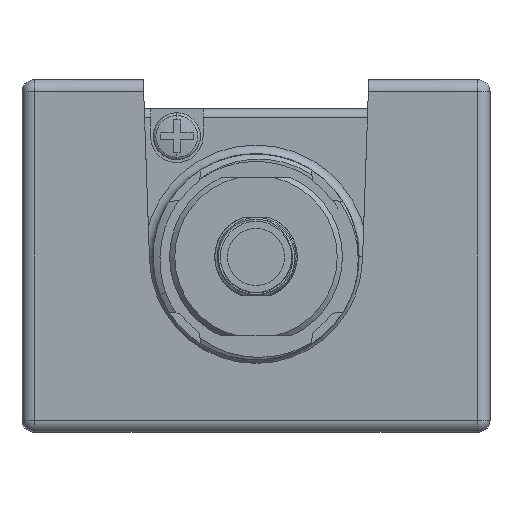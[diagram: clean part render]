
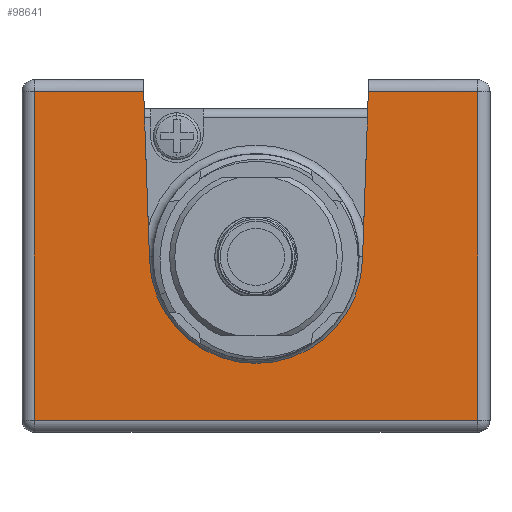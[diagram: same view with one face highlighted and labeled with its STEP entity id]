
A CAD part, front view. The second image highlights one B-rep face of the part: STEP entity #98641.
In plain terms, the highlighted planar face has unit normal (0, -1, 0).
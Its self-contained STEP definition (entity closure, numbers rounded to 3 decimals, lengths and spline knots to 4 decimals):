
#88763=DIRECTION('',(1.,0.,0.));
#88764=VECTOR('',#88763,0.6266);
#88765=CARTESIAN_POINT('',(-1.27,0.,1.95));
#88766=LINE('',#88765,#88764);
#88767=DIRECTION('',(0.035,0.,-0.999));
#88768=VECTOR('',#88767,0.9669);
#88769=CARTESIAN_POINT('',(-0.6434,0.,1.95));
#88770=LINE('',#88769,#88768);
#88771=CARTESIAN_POINT('',(0.,0.,1.005));
#88772=DIRECTION('',(0.,1.,0.));
#88773=DIRECTION('',(0.999,0.,-0.035));
#88774=AXIS2_PLACEMENT_3D('',#88771,#88772,#88773);
#88776=DIRECTION('',(-0.035,0.,-0.999));
#88777=VECTOR('',#88776,0.9669);
#88778=CARTESIAN_POINT('',(0.6434,0.,1.95));
#88779=LINE('',#88778,#88777);
#88780=DIRECTION('',(1.,0.,0.));
#88781=VECTOR('',#88780,0.6266);
#88782=CARTESIAN_POINT('',(0.6434,0.,1.95));
#88783=LINE('',#88782,#88781);
#88784=DIRECTION('',(0.,0.,-1.));
#88785=VECTOR('',#88784,1.88);
#88786=CARTESIAN_POINT('',(1.27,0.,1.95));
#88787=LINE('',#88786,#88785);
#88788=DIRECTION('',(-1.,0.,0.));
#88789=VECTOR('',#88788,2.54);
#88790=CARTESIAN_POINT('',(1.27,0.,0.07));
#88791=LINE('',#88790,#88789);
#88792=DIRECTION('',(0.,0.,1.));
#88793=VECTOR('',#88792,1.88);
#88794=CARTESIAN_POINT('',(-1.27,0.,0.07));
#88795=LINE('',#88794,#88793);
#96417=CARTESIAN_POINT('',(0.6096,0.,0.9837));
#96418=CARTESIAN_POINT('',(-0.6096,0.,0.9837));
#96419=VERTEX_POINT('',#96417);
#96420=VERTEX_POINT('',#96418);
#97877=CARTESIAN_POINT('',(-1.27,0.,1.95));
#97878=CARTESIAN_POINT('',(-0.6434,0.,1.95));
#97879=VERTEX_POINT('',#97877);
#97880=VERTEX_POINT('',#97878);
#97889=CARTESIAN_POINT('',(-1.27,0.,0.07));
#97890=VERTEX_POINT('',#97889);
#97897=CARTESIAN_POINT('',(1.27,0.,0.07));
#97898=VERTEX_POINT('',#97897);
#97905=CARTESIAN_POINT('',(1.27,0.,1.95));
#97906=VERTEX_POINT('',#97905);
#97911=CARTESIAN_POINT('',(0.6434,0.,1.95));
#97912=VERTEX_POINT('',#97911);
#98622=CARTESIAN_POINT('',(-1.34,0.,0.));
#98623=DIRECTION('',(0.,-1.,0.));
#98624=DIRECTION('',(1.,0.,0.));
#98625=AXIS2_PLACEMENT_3D('',#98622,#98623,#98624);
#98626=PLANE('',#98625);
#98627=ORIENTED_EDGE('',*,*,#98612,.T.);
#98629=ORIENTED_EDGE('',*,*,#98628,.T.);
#98631=ORIENTED_EDGE('',*,*,#98630,.F.);
#98633=ORIENTED_EDGE('',*,*,#98632,.F.);
#98634=ORIENTED_EDGE('',*,*,#98566,.T.);
#98635=ORIENTED_EDGE('',*,*,#98495,.T.);
#98636=ORIENTED_EDGE('',*,*,#98390,.T.);
#98638=ORIENTED_EDGE('',*,*,#98637,.T.);
#98639=EDGE_LOOP('',(#98627,#98629,#98631,#98633,#98634,#98635,#98636,#98638));
#98640=FACE_OUTER_BOUND('',#98639,.F.);
#98641=ADVANCED_FACE('',(#98640),#98626,.T.);
#88775=CIRCLE('',#88774,0.61);
#98390=EDGE_CURVE('',#97898,#97890,#88791,.T.);
#98495=EDGE_CURVE('',#97906,#97898,#88787,.T.);
#98566=EDGE_CURVE('',#97912,#97906,#88783,.T.);
#98612=EDGE_CURVE('',#97879,#97880,#88766,.T.);
#98628=EDGE_CURVE('',#97880,#96420,#88770,.T.);
#98630=EDGE_CURVE('',#96419,#96420,#88775,.T.);
#98632=EDGE_CURVE('',#97912,#96419,#88779,.T.);
#98637=EDGE_CURVE('',#97890,#97879,#88795,.T.);
